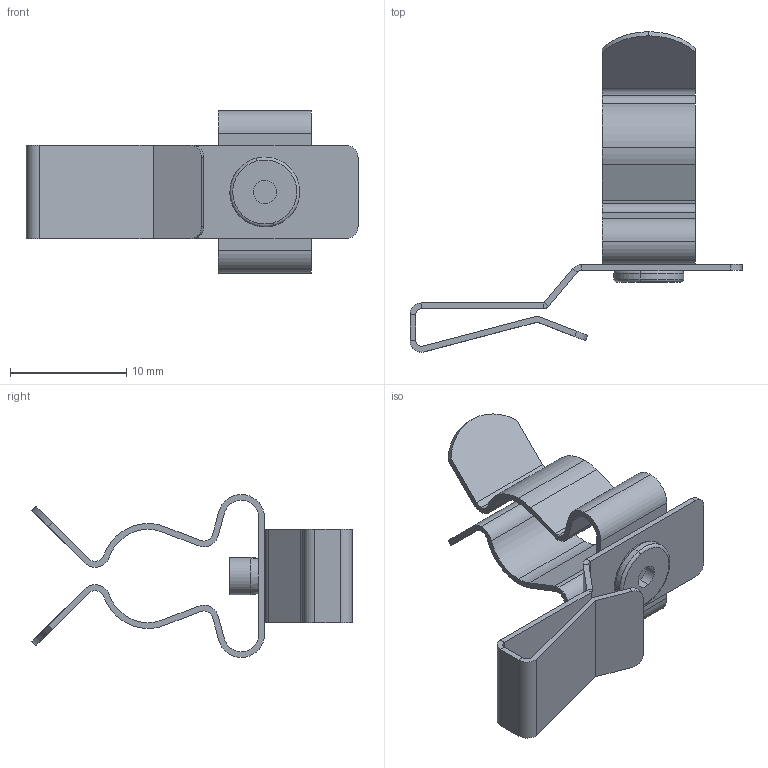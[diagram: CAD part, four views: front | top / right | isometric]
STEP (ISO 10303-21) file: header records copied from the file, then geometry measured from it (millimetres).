
FILE_DESCRIPTION(('STEP AP242'),'1');
FILE_NAME('36786_4.stp','2020-06-02T08:06:33',('TraceParts'),('TraceParts S.A.'),'Spatial InterOp 3D',' ',' ');
FILE_SCHEMA(('AP242_MANAGED_MODEL_BASED_3D_ENGINEERING_MIM_LF {1 0 10303 442 1 1 4}'));
Length unit declared in the file: millimetre
Products named in the file (1): 36786_4_1
Bounding box: 28.5 x 27.5 x 14 mm (x, y, z)
Volume: 484 mm3; surface area: 1985.6 mm2
Topology: 3 solids, 3 shells, 191 faces, 492 edges, 318 vertices
Faces by surface type: plane 97, cylinder 60, bspline 28, torus 4, cone 2
Entity records: 8983 total; most frequent: CARTESIAN_POINT 2824, ORIENTED_EDGE 984, DIRECTION 896, EDGE_CURVE 492, VERTEX_POINT 318, LINE 308, VECTOR 308, AXIS2_PLACEMENT_3D 294
